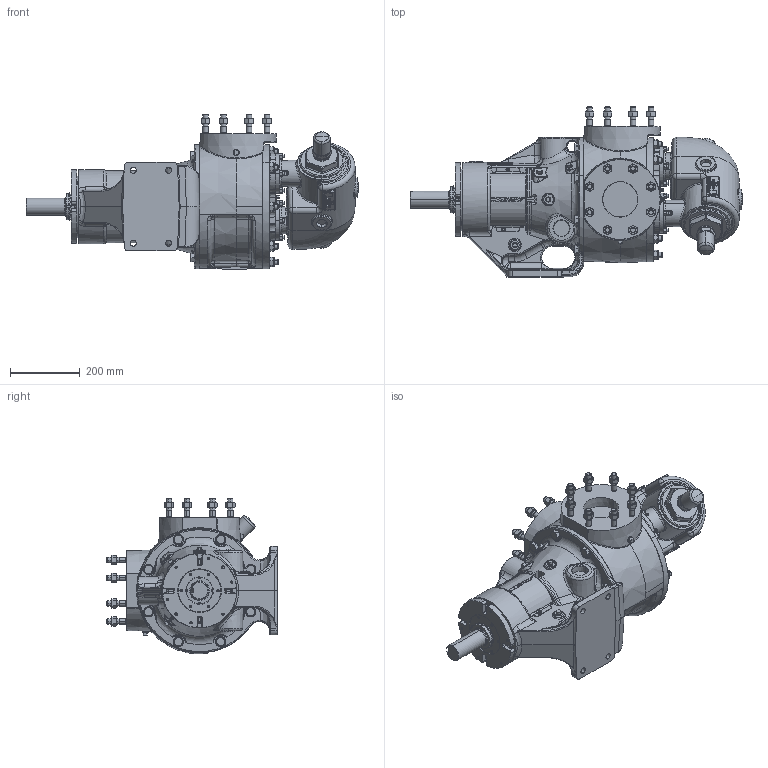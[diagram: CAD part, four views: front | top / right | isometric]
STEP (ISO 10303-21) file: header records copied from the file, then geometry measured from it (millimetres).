
FILE_DESCRIPTION (( 'STEP AP214' ), '1' );
FILE_NAME ('QV-2340.step', '2025-12-05T14:42:35', ( '' ), ( '' ), 'SwSTEP 2.0', 'SolidWorks 2024', '' );
FILE_SCHEMA (( 'AUTOMOTIVE_DESIGN' ));
Length unit declared in the file: inch
Products named in the file (1): QV-2340
Bounding box: 952.48 x 487.96 x 447.12 mm (x, y, z)
Volume: 46497523.1 mm3; surface area: 1609506.4 mm2
Topology: 1 solids, 1 shells, 5063 faces, 12724 edges, 7836 vertices
Faces by surface type: plane 1637, bspline 1558, cone 910, cylinder 725, torus 144, sphere 89
Entity records: 232108 total; most frequent: CARTESIAN_POINT 124763, ORIENTED_EDGE 25054, DIRECTION 17934, EDGE_CURVE 12527, VERTEX_POINT 7829, AXIS2_PLACEMENT_3D 6514, EDGE_LOOP 5448, ADVANCED_FACE 5063
